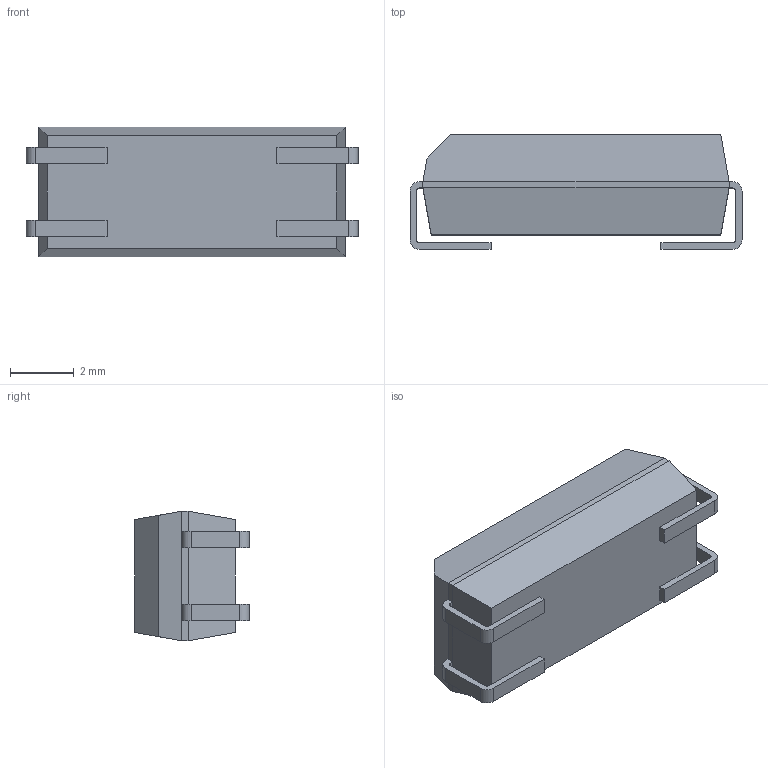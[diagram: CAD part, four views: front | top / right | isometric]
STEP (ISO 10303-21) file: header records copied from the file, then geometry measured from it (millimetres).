
FILE_DESCRIPTION (( 'STEP AP214' ), '1' );
FILE_NAME ('MC-405 32.7680K-A0-ROHS.STEP', '2020-04-15T08:52:32', ( '' ), ( '' ), 'SwSTEP 2.0', 'SolidWorks 2017', '' );
FILE_SCHEMA (( 'AUTOMOTIVE_DESIGN' ));
Length unit declared in the file: millimetre
Products named in the file (1): MC-405 32.7680K-A0-ROHS
Bounding box: 10.41 x 3.6 x 4.06 mm (x, y, z)
Volume: 113.6 mm3; surface area: 173.3 mm2
Topology: 5 solids, 5 shells, 71 faces, 175 edges, 114 vertices
Faces by surface type: plane 55, cylinder 16
Entity records: 2147 total; most frequent: CARTESIAN_POINT 361, DIRECTION 351, ORIENTED_EDGE 350, EDGE_CURVE 175, VECTOR 143, LINE 143, VERTEX_POINT 114, AXIS2_PLACEMENT_3D 104
